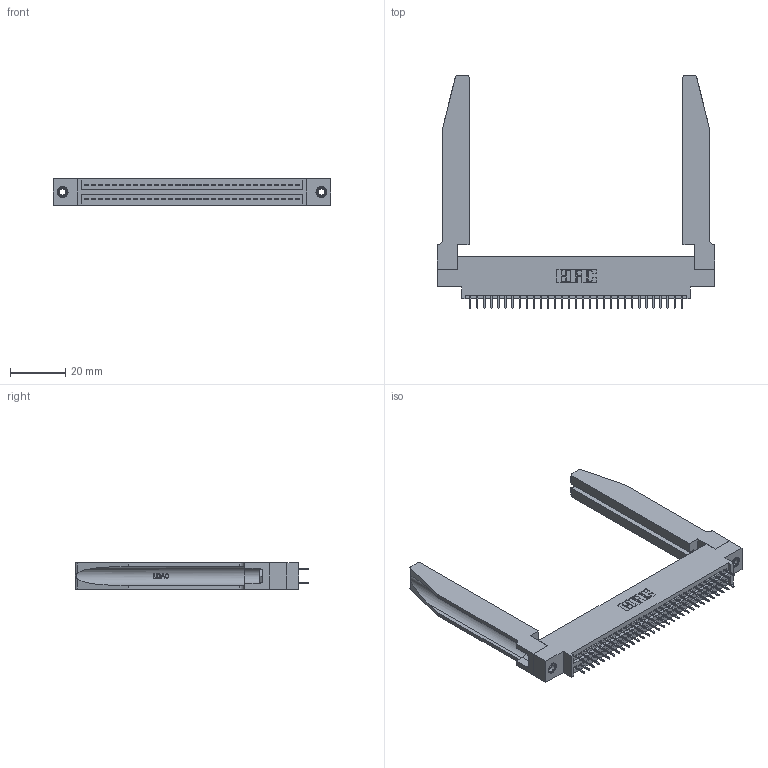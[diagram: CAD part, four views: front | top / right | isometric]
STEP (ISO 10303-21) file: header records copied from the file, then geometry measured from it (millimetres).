
FILE_DESCRIPTION (( 'STEP AP203' ), '1' );
FILE_NAME ('345-062-525-878.STEP', '2020-09-21T00:42:58', ( '' ), ( '' ), 'SwSTEP 2.0', 'SolidWorks 2020', '' );
FILE_SCHEMA (( 'CONFIG_CONTROL_DESIGN' ));
Length unit declared in the file: inch
Products named in the file (5): 345-062-525-878; 345 Part_0.170 Offset - 0.156 Dia-TH; 345-220-078_345-220-078; 345-292-001_345-293-125; 345-250-001_345-250-001-102
Assembly tree (67 placements, depth 2):
  345-062-525-878
    345 Part_0.170 Offset - 0.156 Dia-TH
    345-292-001_345-293-125  x62
    345-250-001_345-250-001-102  x2
    345-220-078_345-220-078  x2
Bounding box: 99.97 x 84 x 9.4 mm (x, y, z)
Volume: 17164.5 mm3; surface area: 20347.4 mm2
Topology: 67 solids, 67 shells, 3712 faces, 10447 edges, 6706 vertices
Faces by surface type: plane 2644, cylinder 1016, bspline 36, cone 12, torus 4
Entity records: 30750 total; most frequent: CARTESIAN_POINT 6083, ORIENTED_EDGE 4914, DIRECTION 4371, EDGE_CURVE 2457, VECTOR 2111, LINE 2111, VERTEX_POINT 1628, AXIS2_PLACEMENT_3D 1130
